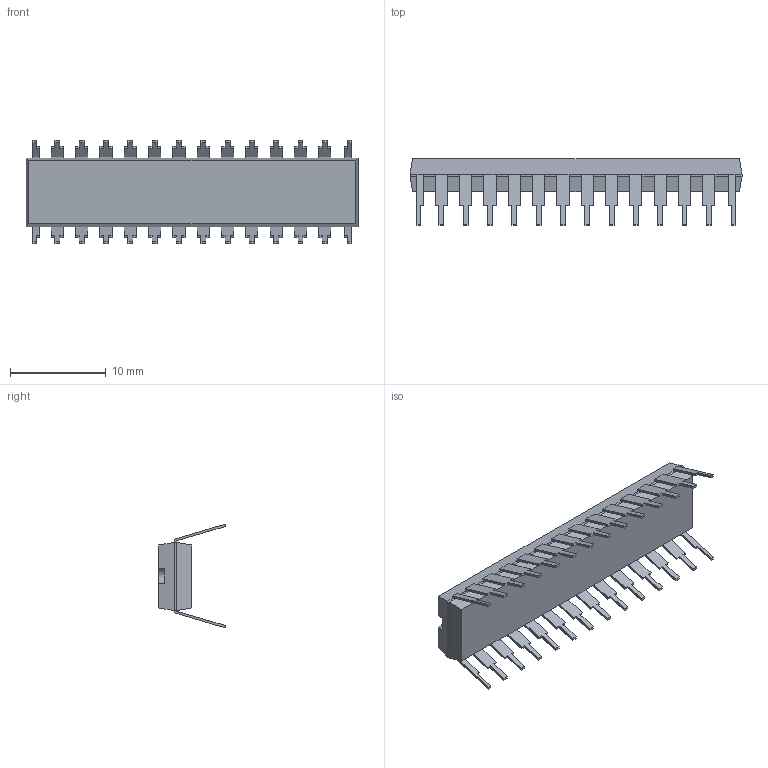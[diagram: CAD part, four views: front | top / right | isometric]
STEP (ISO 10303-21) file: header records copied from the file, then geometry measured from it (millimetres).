
FILE_DESCRIPTION (( 'STEP AP203' ), '1' );
FILE_NAME ('DIP787W46P254L3467H508Q28__NA__Microchip__SPDIP-28__NA.STEP', '2017-04-11T00:13:13', ( '' ), ( '' ), 'SwSTEP 2.0', 'SolidWorks 2015', '' );
FILE_SCHEMA (( 'CONFIG_CONTROL_DESIGN' ));
Length unit declared in the file: inch
Products named in the file (1): DIP787W46P254L3467H508Q28__NA__Microchip__SPDIP-28__NA
Bounding box: 34.67 x 6.91 x 10.82 mm (x, y, z)
Volume: 844.5 mm3; surface area: 1097.2 mm2
Topology: 1 solids, 1 shells, 349 faces, 918 edges, 572 vertices
Faces by surface type: plane 346, cylinder 3
Entity records: 10457 total; most frequent: CARTESIAN_POINT 1840, ORIENTED_EDGE 1836, DIRECTION 1624, EDGE_CURVE 918, LINE 912, VECTOR 912, VERTEX_POINT 572, AXIS2_PLACEMENT_3D 356
